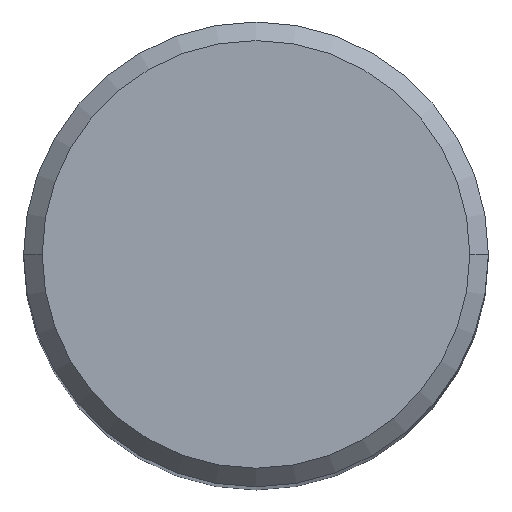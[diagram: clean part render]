
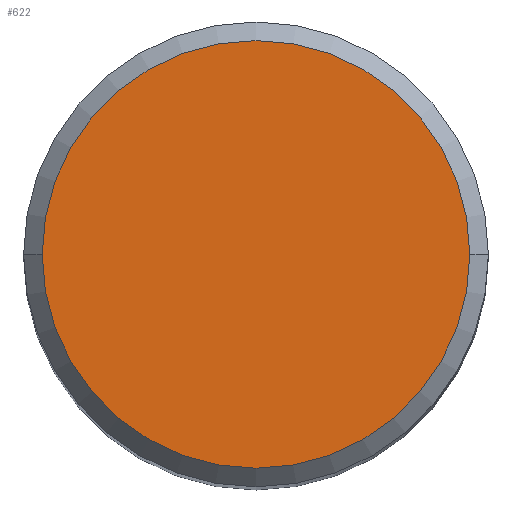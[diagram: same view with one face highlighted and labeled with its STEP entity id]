
A CAD part, top view. The second image highlights one B-rep face of the part: STEP entity #622.
In plain terms, the highlighted planar face has unit normal (0, 0, 1).
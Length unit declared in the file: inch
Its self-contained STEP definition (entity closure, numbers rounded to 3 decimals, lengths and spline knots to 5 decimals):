
#112 = CIRCLE ( 'NONE', #511, 0.1725 ) ;
#135 = AXIS2_PLACEMENT_3D ( 'NONE', #1047, #824, #489 ) ;
#374 = FACE_OUTER_BOUND ( 'NONE', #1328, .T. ) ;
#381 = CARTESIAN_POINT ( 'NONE',  ( -0.1725, 0., 4. ) ) ;
#410 = DIRECTION ( 'NONE',  ( 0., 0., 1. ) ) ;
#489 = DIRECTION ( 'NONE',  ( 1., 0., 0. ) ) ;
#511 = AXIS2_PLACEMENT_3D ( 'NONE', #1176, #810, #717 ) ;
#533 = CARTESIAN_POINT ( 'NONE',  ( 0., 0., 4. ) ) ;
#596 = PLANE ( 'NONE',  #135 ) ;
#605 = EDGE_CURVE ( 'NONE', #636, #773, #112, .T. ) ;
#622 = ADVANCED_FACE ( 'NONE', ( #374 ), #596, .T. ) ;
#636 = VERTEX_POINT ( 'NONE', #381 ) ;
#652 = ORIENTED_EDGE ( 'NONE', *, *, #695, .T. ) ;
#695 = EDGE_CURVE ( 'NONE', #773, #636, #1218, .T. ) ;
#717 = DIRECTION ( 'NONE',  ( 1., 0., 0. ) ) ;
#773 = VERTEX_POINT ( 'NONE', #1073 ) ;
#810 = DIRECTION ( 'NONE',  ( 0., 0., 1. ) ) ;
#824 = DIRECTION ( 'NONE',  ( 0., 0., 1. ) ) ;
#839 = AXIS2_PLACEMENT_3D ( 'NONE', #533, #410, #978 ) ;
#978 = DIRECTION ( 'NONE',  ( 1., 0., 0. ) ) ;
#1047 = CARTESIAN_POINT ( 'NONE',  ( 0., 0., 4. ) ) ;
#1073 = CARTESIAN_POINT ( 'NONE',  ( 0.1725, 0., 4. ) ) ;
#1176 = CARTESIAN_POINT ( 'NONE',  ( 0., 0., 4. ) ) ;
#1218 = CIRCLE ( 'NONE', #839, 0.1725 ) ;
#1313 = ORIENTED_EDGE ( 'NONE', *, *, #605, .T. ) ;
#1328 = EDGE_LOOP ( 'NONE', ( #1313, #652 ) ) ;
